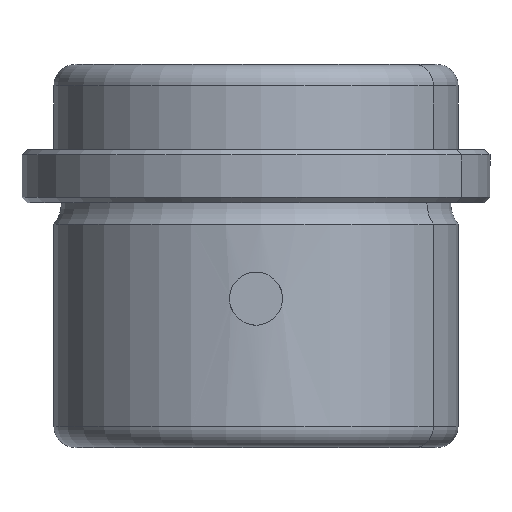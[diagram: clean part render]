
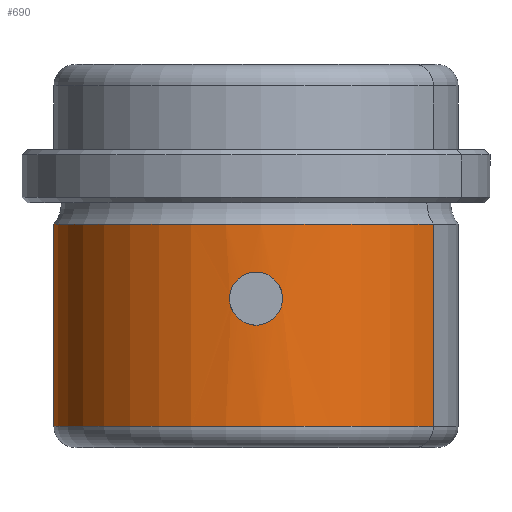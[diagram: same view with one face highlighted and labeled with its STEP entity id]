
A CAD part, front view. The second image highlights one B-rep face of the part: STEP entity #690.
In plain terms, the highlighted cylindrical face has radius 19 mm (diameter 38 mm), a partial arc.
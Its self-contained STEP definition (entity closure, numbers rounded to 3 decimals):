
#110=CARTESIAN_POINT('Vertex',(-2.194,-18.873,-7.801)) ;
#114=CARTESIAN_POINT('Control Point',(2.194,-18.873,-10.199)) ;
#115=CARTESIAN_POINT('Control Point',(2.044,-18.89,-10.473)) ;
#116=CARTESIAN_POINT('Control Point',(1.851,-18.911,-10.724)) ;
#117=CARTESIAN_POINT('Control Point',(1.621,-18.933,-10.942)) ;
#118=CARTESIAN_POINT('Control Point',(0.839,-18.994,-11.478)) ;
#119=CARTESIAN_POINT('Control Point',(-0.135,-19.017,-11.619)) ;
#120=CARTESIAN_POINT('Control Point',(-0.795,-18.998,-11.498)) ;
#121=CARTESIAN_POINT('Control Point',(-1.949,-18.913,-10.865)) ;
#122=CARTESIAN_POINT('Control Point',(-2.534,-18.832,-9.684)) ;
#123=CARTESIAN_POINT('Control Point',(-2.625,-18.817,-9.009)) ;
#124=CARTESIAN_POINT('Control Point',(-2.497,-18.838,-8.357)) ;
#125=CARTESIAN_POINT('Control Point',(-2.194,-18.873,-7.801)) ;
#126=CARTESIAN_POINT('Vertex',(2.194,-18.873,-10.199)) ;
#253=CARTESIAN_POINT('Vertex',(16.674,-9.109,-21.)) ;
#256=CARTESIAN_POINT('Axis2P3D Location',(0.,0.,-21.)) ;
#260=CARTESIAN_POINT('Vertex',(-16.674,9.109,-21.)) ;
#292=CARTESIAN_POINT('Axis2P3D Location',(0.,0.,-5.)) ;
#297=CARTESIAN_POINT('Line Origine',(-16.674,9.109,-5.)) ;
#301=CARTESIAN_POINT('Vertex',(-16.674,9.109,-2.)) ;
#308=CARTESIAN_POINT('Vertex',(16.674,-9.109,-2.)) ;
#311=CARTESIAN_POINT('Line Origine',(16.674,-9.109,-5.)) ;
#640=CARTESIAN_POINT('Axis2P3D Location',(0.,0.,-2.)) ;
#673=CARTESIAN_POINT('Control Point',(-2.194,-18.873,-7.801)) ;
#674=CARTESIAN_POINT('Control Point',(-2.044,-18.89,-7.527)) ;
#675=CARTESIAN_POINT('Control Point',(-1.851,-18.911,-7.276)) ;
#676=CARTESIAN_POINT('Control Point',(-1.621,-18.933,-7.058)) ;
#677=CARTESIAN_POINT('Control Point',(-0.839,-18.994,-6.522)) ;
#678=CARTESIAN_POINT('Control Point',(0.135,-19.017,-6.381)) ;
#679=CARTESIAN_POINT('Control Point',(0.795,-18.998,-6.502)) ;
#680=CARTESIAN_POINT('Control Point',(1.949,-18.913,-7.135)) ;
#681=CARTESIAN_POINT('Control Point',(2.534,-18.832,-8.316)) ;
#682=CARTESIAN_POINT('Control Point',(2.625,-18.817,-8.991)) ;
#683=CARTESIAN_POINT('Control Point',(2.497,-18.838,-9.643)) ;
#684=CARTESIAN_POINT('Control Point',(2.194,-18.873,-10.199)) ;
#257=DIRECTION('Axis2P3D Direction',(0.,0.,-1.)) ;
#293=DIRECTION('Axis2P3D Direction',(0.,0.,-1.)) ;
#294=DIRECTION('Axis2P3D XDirection',(-0.878,0.479,-0.)) ;
#298=DIRECTION('Vector Direction',(0.,0.,-1.)) ;
#312=DIRECTION('Vector Direction',(0.,0.,-1.)) ;
#641=DIRECTION('Axis2P3D Direction',(0.,0.,-1.)) ;
#258=AXIS2_PLACEMENT_3D('Circle Axis2P3D',#256,#257,$) ;
#295=AXIS2_PLACEMENT_3D('Cylinder Axis2P3D',#292,#293,#294) ;
#642=AXIS2_PLACEMENT_3D('Circle Axis2P3D',#640,#641,$) ;
#667=ORIENTED_EDGE('',*,*,#315,.T.) ;
#668=ORIENTED_EDGE('',*,*,#644,.T.) ;
#669=ORIENTED_EDGE('',*,*,#303,.F.) ;
#670=ORIENTED_EDGE('',*,*,#262,.F.) ;
#687=ORIENTED_EDGE('',*,*,#128,.T.) ;
#688=ORIENTED_EDGE('',*,*,#685,.T.) ;
#689=FACE_BOUND('',#686,.T.) ;
#299=VECTOR('Line Direction',#298,1.) ;
#313=VECTOR('Line Direction',#312,1.) ;
#690=ADVANCED_FACE('PartBody',(#671,#689),#296,.T.) ;
#113=B_SPLINE_CURVE_WITH_KNOTS('',5,(#114,#115,#116,#117,#118,#119,#120,#121,#122,#123,#124,#125),.UNSPECIFIED.,.F.,.U.,(6,3,3,6),(0.,2.214,6.638,11.119),.UNSPECIFIED.) ;
#672=B_SPLINE_CURVE_WITH_KNOTS('',5,(#673,#674,#675,#676,#677,#678,#679,#680,#681,#682,#683,#684),.UNSPECIFIED.,.F.,.U.,(6,3,3,6),(0.,2.214,6.638,11.119),.UNSPECIFIED.) ;
#259=CIRCLE('generated circle',#258,19.) ;
#643=CIRCLE('generated circle',#642,19.) ;
#296=CYLINDRICAL_SURFACE('generated cylinder',#295,19.) ;
#128=EDGE_CURVE('',#127,#111,#113,.T.) ;
#262=EDGE_CURVE('',#254,#261,#259,.T.) ;
#303=EDGE_CURVE('',#261,#302,#300,.F.) ;
#315=EDGE_CURVE('',#254,#309,#314,.F.) ;
#644=EDGE_CURVE('',#309,#302,#643,.T.) ;
#685=EDGE_CURVE('',#111,#127,#672,.T.) ;
#666=EDGE_LOOP('',(#667,#668,#669,#670)) ;
#686=EDGE_LOOP('',(#687,#688)) ;
#671=FACE_OUTER_BOUND('',#666,.T.) ;
#300=LINE('Line',#297,#299) ;
#314=LINE('Line',#311,#313) ;
#111=VERTEX_POINT('',#110) ;
#127=VERTEX_POINT('',#126) ;
#254=VERTEX_POINT('',#253) ;
#261=VERTEX_POINT('',#260) ;
#302=VERTEX_POINT('',#301) ;
#309=VERTEX_POINT('',#308) ;
